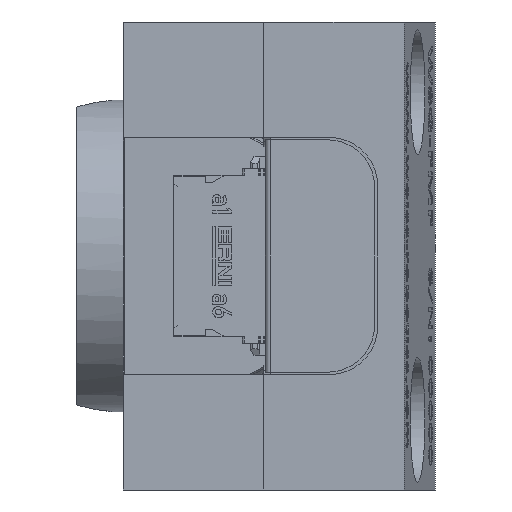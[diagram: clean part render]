
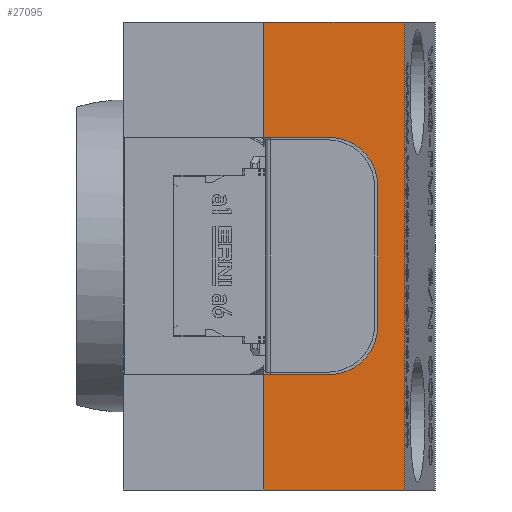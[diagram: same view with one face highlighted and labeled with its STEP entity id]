
A CAD part, front view. The second image highlights one B-rep face of the part: STEP entity #27095.
In plain terms, the highlighted planar face has unit normal (0, -1, 0).
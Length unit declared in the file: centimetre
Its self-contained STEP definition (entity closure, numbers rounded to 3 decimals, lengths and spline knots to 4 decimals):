
#24414=CARTESIAN_POINT('',(1.8,-1.5,1.5));
#24415=VERTEX_POINT('',#24414);
#24422=CARTESIAN_POINT('',(1.8,-1.5,-1.5));
#24423=VERTEX_POINT('',#24422);
#24424=CARTESIAN_POINT('',(1.8,-1.5,1.5));
#24425=DIRECTION('',(0.0,0.0,-1.0));
#24426=VECTOR('',#24425,3.0);
#24427=LINE('',#24424,#24426);
#24428=EDGE_CURVE('',#24415,#24423,#24427,.T.);
#25344=CARTESIAN_POINT('',(1.32,-1.5,-0.76));
#25345=VERTEX_POINT('',#25344);
#25352=CARTESIAN_POINT('',(1.63,-1.5,-0.45));
#25353=VERTEX_POINT('',#25352);
#25354=CARTESIAN_POINT('',(1.32,-1.5,-0.45));
#25355=DIRECTION('',(0.0,1.0,0.0));
#25356=DIRECTION('',(0.0,0.0,-1.0));
#25357=AXIS2_PLACEMENT_3D('',#25354,#25355,#25356);
#25358=CIRCLE('',#25357,0.31);
#25359=EDGE_CURVE('',#25353,#25345,#25358,.T.);
#25377=CARTESIAN_POINT('',(1.63,-1.5,0.45));
#25378=VERTEX_POINT('',#25377);
#25379=CARTESIAN_POINT('',(1.63,-1.5,0.45));
#25380=DIRECTION('',(0.0,0.0,-1.0));
#25381=VECTOR('',#25380,0.9);
#25382=LINE('',#25379,#25381);
#25383=EDGE_CURVE('',#25378,#25353,#25382,.T.);
#25401=CARTESIAN_POINT('',(1.32,-1.5,0.76));
#25402=VERTEX_POINT('',#25401);
#25403=CARTESIAN_POINT('',(1.32,-1.5,0.45));
#25404=DIRECTION('',(0.0,1.0,0.0));
#25405=DIRECTION('',(1.0,0.0,0.0));
#25406=AXIS2_PLACEMENT_3D('',#25403,#25404,#25405);
#25407=CIRCLE('',#25406,0.31);
#25408=EDGE_CURVE('',#25402,#25378,#25407,.T.);
#25781=CARTESIAN_POINT('',(0.9,-1.5,0.76));
#25782=VERTEX_POINT('',#25781);
#25783=CARTESIAN_POINT('',(0.9,-1.5,0.76));
#25784=DIRECTION('',(1.0,0.0,0.0));
#25785=VECTOR('',#25784,0.42);
#25786=LINE('',#25783,#25785);
#25787=EDGE_CURVE('',#25782,#25402,#25786,.T.);
#25973=CARTESIAN_POINT('',(0.9,-1.5,-0.76));
#25974=VERTEX_POINT('',#25973);
#25981=CARTESIAN_POINT('',(1.32,-1.5,-0.76));
#25982=DIRECTION('',(-1.0,0.0,0.0));
#25983=VECTOR('',#25982,0.42);
#25984=LINE('',#25981,#25983);
#25985=EDGE_CURVE('',#25345,#25974,#25984,.T.);
#26090=CARTESIAN_POINT('',(0.9,-1.5,1.5));
#26091=VERTEX_POINT('',#26090);
#26092=CARTESIAN_POINT('',(0.9,-1.5,1.5));
#26093=DIRECTION('',(0.0,0.0,-1.0));
#26094=VECTOR('',#26093,0.74);
#26095=LINE('',#26092,#26094);
#26096=EDGE_CURVE('',#26091,#25782,#26095,.T.);
#27036=CARTESIAN_POINT('',(0.9,-1.5,-1.5));
#27037=VERTEX_POINT('',#27036);
#27044=CARTESIAN_POINT('',(0.9,-1.5,-0.76));
#27045=DIRECTION('',(0.0,0.0,-1.0));
#27046=VECTOR('',#27045,0.74);
#27047=LINE('',#27044,#27046);
#27048=EDGE_CURVE('',#25974,#27037,#27047,.T.);
#27068=CARTESIAN_POINT('',(1.8,-1.5,0.0));
#27069=DIRECTION('',(0.0,-1.0,0.0));
#27070=DIRECTION('',(0.0,0.0,-1.0));
#27071=AXIS2_PLACEMENT_3D('',#27068,#27069,#27070);
#27072=PLANE('',#27071);
#27073=ORIENTED_EDGE('',*,*,#25985,.T.);
#27074=ORIENTED_EDGE('',*,*,#27048,.T.);
#27075=CARTESIAN_POINT('',(0.9,-1.5,-1.5));
#27076=DIRECTION('',(1.0,0.0,0.0));
#27077=VECTOR('',#27076,0.9);
#27078=LINE('',#27075,#27077);
#27079=EDGE_CURVE('',#27037,#24423,#27078,.T.);
#27080=ORIENTED_EDGE('',*,*,#27079,.T.);
#27081=ORIENTED_EDGE('',*,*,#24428,.F.);
#27082=CARTESIAN_POINT('',(1.8,-1.5,1.5));
#27083=DIRECTION('',(-1.0,0.0,0.0));
#27084=VECTOR('',#27083,0.9);
#27085=LINE('',#27082,#27084);
#27086=EDGE_CURVE('',#24415,#26091,#27085,.T.);
#27087=ORIENTED_EDGE('',*,*,#27086,.T.);
#27088=ORIENTED_EDGE('',*,*,#26096,.T.);
#27089=ORIENTED_EDGE('',*,*,#25787,.T.);
#27090=ORIENTED_EDGE('',*,*,#25408,.T.);
#27091=ORIENTED_EDGE('',*,*,#25383,.T.);
#27092=ORIENTED_EDGE('',*,*,#25359,.T.);
#27093=EDGE_LOOP('',(#27073,#27074,#27080,#27081,#27087,#27088,#27089,#27090,#27091,#27092));
#27094=FACE_OUTER_BOUND('',#27093,.T.);
#27095=ADVANCED_FACE('',(#27094),#27072,.T.);
